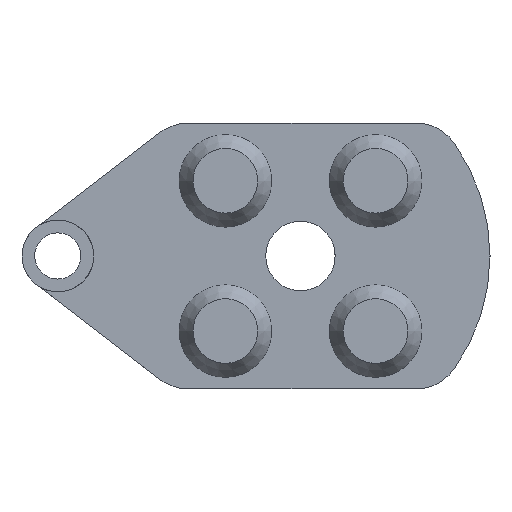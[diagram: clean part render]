
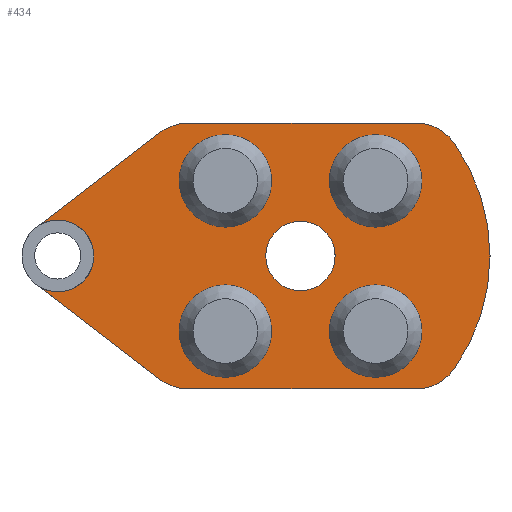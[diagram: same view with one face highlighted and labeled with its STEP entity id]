
A CAD part, top view. The second image highlights one B-rep face of the part: STEP entity #434.
In plain terms, the highlighted planar face has unit normal (0, 0, 1).
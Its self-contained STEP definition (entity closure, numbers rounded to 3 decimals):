
#16=FACE_BOUND('',#89,.T.);
#17=FACE_BOUND('',#90,.T.);
#18=FACE_BOUND('',#91,.T.);
#19=FACE_BOUND('',#92,.T.);
#20=FACE_BOUND('',#93,.T.);
#28=PLANE('',#498);
#60=FACE_OUTER_BOUND('',#88,.T.);
#88=EDGE_LOOP('',(#339,#340,#341,#342,#343,#344,#345,#346,#347,#348));
#89=EDGE_LOOP('',(#349));
#90=EDGE_LOOP('',(#350));
#91=EDGE_LOOP('',(#351));
#92=EDGE_LOOP('',(#352));
#93=EDGE_LOOP('',(#353));
#117=LINE('',#735,#146);
#118=LINE('',#739,#147);
#119=LINE('',#747,#148);
#120=LINE('',#750,#149);
#146=VECTOR('',#602,10.);
#147=VECTOR('',#605,10.);
#148=VECTOR('',#612,10.);
#149=VECTOR('',#615,10.);
#167=CIRCLE('',#469,4.);
#169=CIRCLE('',#472,4.);
#171=CIRCLE('',#475,4.);
#173=CIRCLE('',#478,4.);
#178=CIRCLE('',#492,3.);
#183=CIRCLE('',#499,3.1);
#184=CIRCLE('',#500,4.);
#185=CIRCLE('',#501,4.);
#186=CIRCLE('',#502,16.944);
#187=CIRCLE('',#503,4.);
#188=CIRCLE('',#504,4.);
#198=VERTEX_POINT('',#676);
#200=VERTEX_POINT('',#682);
#202=VERTEX_POINT('',#688);
#204=VERTEX_POINT('',#694);
#209=VERTEX_POINT('',#718);
#214=VERTEX_POINT('',#731);
#215=VERTEX_POINT('',#732);
#216=VERTEX_POINT('',#734);
#217=VERTEX_POINT('',#736);
#218=VERTEX_POINT('',#738);
#219=VERTEX_POINT('',#740);
#220=VERTEX_POINT('',#742);
#221=VERTEX_POINT('',#744);
#222=VERTEX_POINT('',#746);
#223=VERTEX_POINT('',#748);
#238=EDGE_CURVE('',#198,#198,#167,.T.);
#241=EDGE_CURVE('',#200,#200,#169,.T.);
#244=EDGE_CURVE('',#202,#202,#171,.T.);
#247=EDGE_CURVE('',#204,#204,#173,.T.);
#256=EDGE_CURVE('',#209,#209,#178,.T.);
#262=EDGE_CURVE('',#214,#215,#183,.T.);
#263=EDGE_CURVE('',#215,#216,#117,.T.);
#264=EDGE_CURVE('',#217,#216,#184,.T.);
#265=EDGE_CURVE('',#217,#218,#118,.T.);
#266=EDGE_CURVE('',#219,#218,#185,.T.);
#267=EDGE_CURVE('',#219,#220,#186,.T.);
#268=EDGE_CURVE('',#221,#220,#187,.T.);
#269=EDGE_CURVE('',#221,#222,#119,.T.);
#270=EDGE_CURVE('',#223,#222,#188,.T.);
#271=EDGE_CURVE('',#223,#214,#120,.T.);
#339=ORIENTED_EDGE('',*,*,#262,.T.);
#340=ORIENTED_EDGE('',*,*,#263,.T.);
#341=ORIENTED_EDGE('',*,*,#264,.F.);
#342=ORIENTED_EDGE('',*,*,#265,.T.);
#343=ORIENTED_EDGE('',*,*,#266,.F.);
#344=ORIENTED_EDGE('',*,*,#267,.T.);
#345=ORIENTED_EDGE('',*,*,#268,.F.);
#346=ORIENTED_EDGE('',*,*,#269,.T.);
#347=ORIENTED_EDGE('',*,*,#270,.F.);
#348=ORIENTED_EDGE('',*,*,#271,.T.);
#349=ORIENTED_EDGE('',*,*,#238,.T.);
#350=ORIENTED_EDGE('',*,*,#247,.T.);
#351=ORIENTED_EDGE('',*,*,#244,.T.);
#352=ORIENTED_EDGE('',*,*,#241,.T.);
#353=ORIENTED_EDGE('',*,*,#256,.T.);
#434=ADVANCED_FACE('',(#60,#16,#17,#18,#19,#20),#28,.T.);
#469=AXIS2_PLACEMENT_3D('',#678,#532,#533);
#472=AXIS2_PLACEMENT_3D('',#684,#539,#540);
#475=AXIS2_PLACEMENT_3D('',#690,#546,#547);
#478=AXIS2_PLACEMENT_3D('',#696,#553,#554);
#492=AXIS2_PLACEMENT_3D('',#719,#585,#586);
#498=AXIS2_PLACEMENT_3D('',#730,#598,#599);
#499=AXIS2_PLACEMENT_3D('',#733,#600,#601);
#500=AXIS2_PLACEMENT_3D('',#737,#603,#604);
#501=AXIS2_PLACEMENT_3D('',#741,#606,#607);
#502=AXIS2_PLACEMENT_3D('',#743,#608,#609);
#503=AXIS2_PLACEMENT_3D('',#745,#610,#611);
#504=AXIS2_PLACEMENT_3D('',#749,#613,#614);
#532=DIRECTION('center_axis',(0.,0.,-1.));
#533=DIRECTION('ref_axis',(-1.,0.,0.));
#539=DIRECTION('center_axis',(0.,0.,-1.));
#540=DIRECTION('ref_axis',(-1.,0.,0.));
#546=DIRECTION('center_axis',(0.,0.,-1.));
#547=DIRECTION('ref_axis',(-1.,0.,0.));
#553=DIRECTION('center_axis',(0.,0.,-1.));
#554=DIRECTION('ref_axis',(-1.,0.,0.));
#585=DIRECTION('center_axis',(0.,0.,-1.));
#586=DIRECTION('ref_axis',(-1.,0.,0.));
#598=DIRECTION('center_axis',(0.,0.,1.));
#599=DIRECTION('ref_axis',(1.,0.,0.));
#600=DIRECTION('center_axis',(0.,0.,-1.));
#601=DIRECTION('ref_axis',(-1.,0.,0.));
#602=DIRECTION('',(0.793,-0.609,0.));
#603=DIRECTION('center_axis',(0.,0.,-1.));
#604=DIRECTION('ref_axis',(-0.321,-0.947,0.));
#605=DIRECTION('',(1.,0.,0.));
#606=DIRECTION('center_axis',(0.,0.,-1.));
#607=DIRECTION('ref_axis',(0.459,-0.889,0.));
#608=DIRECTION('center_axis',(0.,0.,1.));
#609=DIRECTION('ref_axis',(0.734,-0.679,0.));
#610=DIRECTION('center_axis',(0.,0.,-1.));
#611=DIRECTION('ref_axis',(0.459,0.889,0.));
#612=DIRECTION('',(-1.,0.,0.));
#613=DIRECTION('center_axis',(0.,0.,-1.));
#614=DIRECTION('ref_axis',(-0.321,0.947,0.));
#615=DIRECTION('',(-0.793,-0.609,0.));
#676=CARTESIAN_POINT('',(12.5,-6.5,0.8));
#678=CARTESIAN_POINT('Origin',(8.5,-6.5,0.8));
#682=CARTESIAN_POINT('',(-0.5,-6.5,0.8));
#684=CARTESIAN_POINT('Origin',(-4.5,-6.5,0.8));
#688=CARTESIAN_POINT('',(12.5,6.5,0.8));
#690=CARTESIAN_POINT('Origin',(8.5,6.5,0.8));
#694=CARTESIAN_POINT('',(-0.5,6.5,0.8));
#696=CARTESIAN_POINT('Origin',(-4.5,6.5,0.8));
#718=CARTESIAN_POINT('',(5.,0.,0.8));
#719=CARTESIAN_POINT('Origin',(2.,0.,0.8));
#730=CARTESIAN_POINT('Origin',(-19.,0.,
0.8));
#731=CARTESIAN_POINT('',(-20.887,2.46,0.8));
#732=CARTESIAN_POINT('',(-20.887,-2.46,0.8));
#733=CARTESIAN_POINT('Origin',(-19.,0.,0.8));
#734=CARTESIAN_POINT('',(-10.177,-10.674,0.8));
#735=CARTESIAN_POINT('',(-20.887,-2.46,0.8));
#736=CARTESIAN_POINT('',(-7.743,-11.5,0.8));
#737=CARTESIAN_POINT('Origin',(-7.743,-7.5,0.8));
#738=CARTESIAN_POINT('',(12.006,-11.5,0.8));
#739=CARTESIAN_POINT('',(-9.1,-11.5,0.8));
#740=CARTESIAN_POINT('',(15.266,-9.818,0.8));
#741=CARTESIAN_POINT('Origin',(12.006,-7.5,0.8));
#742=CARTESIAN_POINT('',(15.266,9.818,0.8));
#743=CARTESIAN_POINT('Origin',(1.456,0.,0.8));
#744=CARTESIAN_POINT('',(12.006,11.5,0.8));
#745=CARTESIAN_POINT('Origin',(12.006,7.5,0.8));
#746=CARTESIAN_POINT('',(-7.743,11.5,0.8));
#747=CARTESIAN_POINT('',(13.9,11.5,0.8));
#748=CARTESIAN_POINT('',(-10.177,10.674,0.8));
#749=CARTESIAN_POINT('Origin',(-7.743,7.5,0.8));
#750=CARTESIAN_POINT('',(-9.1,11.5,0.8));
